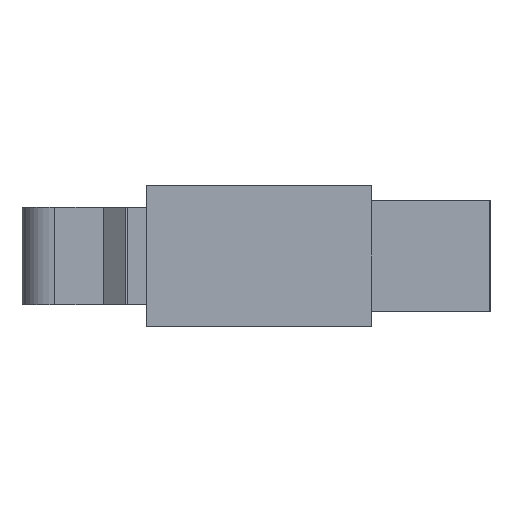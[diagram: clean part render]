
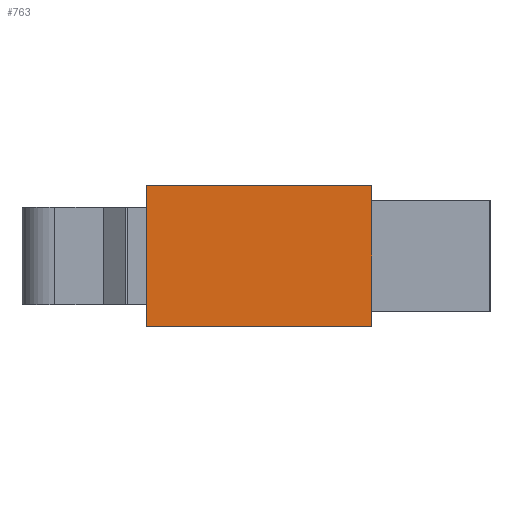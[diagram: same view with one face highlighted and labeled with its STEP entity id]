
A CAD part, left-side view. The second image highlights one B-rep face of the part: STEP entity #763.
In plain terms, the highlighted planar face has unit normal (-1, 0, 0).
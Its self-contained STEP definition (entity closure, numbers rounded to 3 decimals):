
#65 = LINE ( 'NONE', #720, #373 ) ;
#77 = LINE ( 'NONE', #1024, #1182 ) ;
#163 = CARTESIAN_POINT ( 'NONE',  ( -14.25, -8.1, 5.05 ) ) ;
#177 = DIRECTION ( 'NONE',  ( 0., -1., 0. ) ) ;
#190 = CARTESIAN_POINT ( 'NONE',  ( -14.25, -8.1, -5.05 ) ) ;
#207 = CARTESIAN_POINT ( 'NONE',  ( -14.25, 8.1, -5.05 ) ) ;
#224 = CARTESIAN_POINT ( 'NONE',  ( -14.25, 8.1, 5.05 ) ) ;
#294 = FACE_OUTER_BOUND ( 'NONE', #475, .T. ) ;
#326 = DIRECTION ( 'NONE',  ( 0., 0., -1. ) ) ;
#361 = VECTOR ( 'NONE', #897, 1000. ) ;
#373 = VECTOR ( 'NONE', #177, 1000. ) ;
#403 = VERTEX_POINT ( 'NONE', #494 ) ;
#421 = VERTEX_POINT ( 'NONE', #224 ) ;
#475 = EDGE_LOOP ( 'NONE', ( #626, #1116, #1036, #665 ) ) ;
#476 = EDGE_CURVE ( 'NONE', #655, #548, #65, .T. ) ;
#494 = CARTESIAN_POINT ( 'NONE',  ( -14.25, -8.1, 5.05 ) ) ;
#542 = EDGE_CURVE ( 'NONE', #403, #548, #893, .T. ) ;
#548 = VERTEX_POINT ( 'NONE', #190 ) ;
#575 = DIRECTION ( 'NONE',  ( 0., 0., -1. ) ) ;
#626 = ORIENTED_EDGE ( 'NONE', *, *, #476, .T. ) ;
#655 = VERTEX_POINT ( 'NONE', #207 ) ;
#665 = ORIENTED_EDGE ( 'NONE', *, *, #1038, .T. ) ;
#705 = PLANE ( 'NONE',  #872 ) ;
#711 = DIRECTION ( 'NONE',  ( 0., 0., -1. ) ) ;
#720 = CARTESIAN_POINT ( 'NONE',  ( -14.25, -8.1, -5.05 ) ) ;
#763 = ADVANCED_FACE ( 'NONE', ( #294 ), #705, .F. ) ;
#860 = EDGE_CURVE ( 'NONE', #421, #403, #1044, .T. ) ;
#872 = AXIS2_PLACEMENT_3D ( 'NONE', #968, #1061, #326 ) ;
#893 = LINE ( 'NONE', #983, #1046 ) ;
#897 = DIRECTION ( 'NONE',  ( 0., -1., 0. ) ) ;
#968 = CARTESIAN_POINT ( 'NONE',  ( -14.25, -8.1, 5.05 ) ) ;
#983 = CARTESIAN_POINT ( 'NONE',  ( -14.25, -8.1, 5.05 ) ) ;
#1024 = CARTESIAN_POINT ( 'NONE',  ( -14.25, 8.1, 5.05 ) ) ;
#1036 = ORIENTED_EDGE ( 'NONE', *, *, #860, .F. ) ;
#1038 = EDGE_CURVE ( 'NONE', #421, #655, #77, .T. ) ;
#1044 = LINE ( 'NONE', #163, #361 ) ;
#1046 = VECTOR ( 'NONE', #711, 1000. ) ;
#1061 = DIRECTION ( 'NONE',  ( 1., 0., 0. ) ) ;
#1116 = ORIENTED_EDGE ( 'NONE', *, *, #542, .F. ) ;
#1182 = VECTOR ( 'NONE', #575, 1000. ) ;
